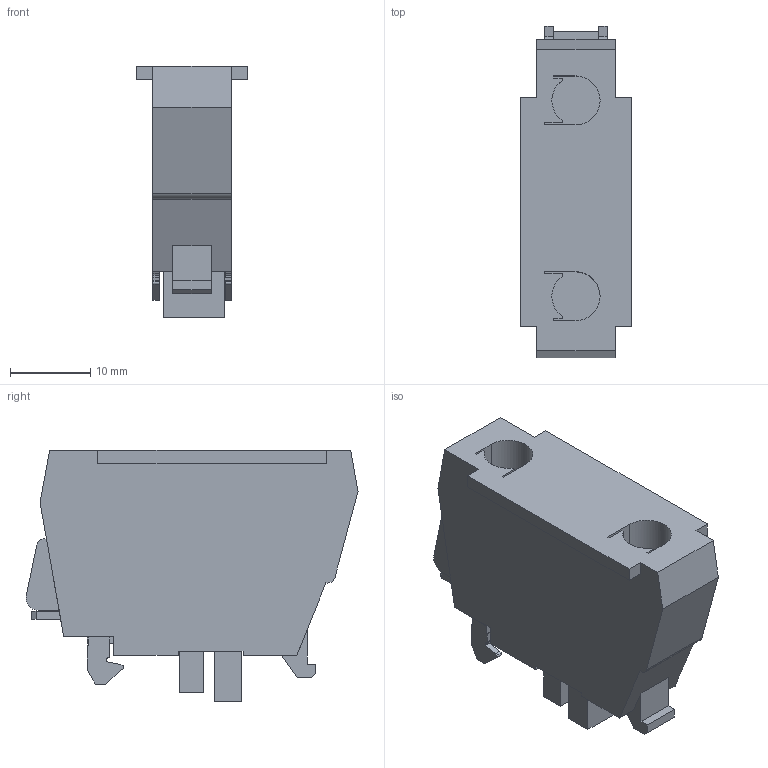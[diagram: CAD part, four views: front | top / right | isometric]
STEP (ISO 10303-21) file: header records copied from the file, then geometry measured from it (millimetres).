
FILE_DESCRIPTION((''),'2;1');
FILE_NAME('ZBE302-3D_ASM','2021-06-28T12:28:47',('SESA231899'),('Schneider-Electric'),'CREO PARAMETRIC BY PTC INC, 2019471','CREO PARAMETRIC BY PTC INC, 2019471','');
FILE_SCHEMA(('AP242_MANAGED_MODEL_BASED_3D_ENGINEERING_MIM_LF { 1 0 10303 442 1 1 4 }'));
Length unit declared in the file: millimetre
Products named in the file (2): ZBE302-3D_PRT0001; ZBE302-3D_ASM
Assembly tree (1 placements, depth 2):
  ZBE302-3D_ASM
    ZBE302-3D_PRT0001
Bounding box: 13.8 x 41.4 x 31.42 mm (x, y, z)
Volume: 8741 mm3; surface area: 4344.4 mm2
Topology: 1 solids, 1 shells, 129 faces, 360 edges, 240 vertices
Faces by surface type: plane 114, cylinder 11, extrusion 4
Entity records: 31921 total; most frequent: CARTESIAN_POINT 27581, ORIENTED_EDGE 720, DIRECTION 702, POLYLINE 462, EDGE_CURVE 360, VECTOR 334, LINE 330, VERTEX_POINT 240
